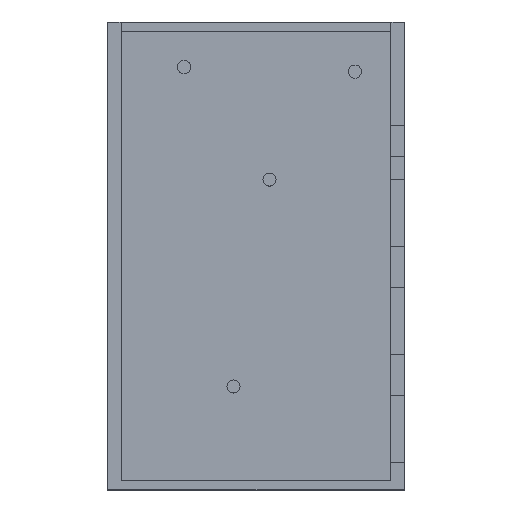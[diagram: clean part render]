
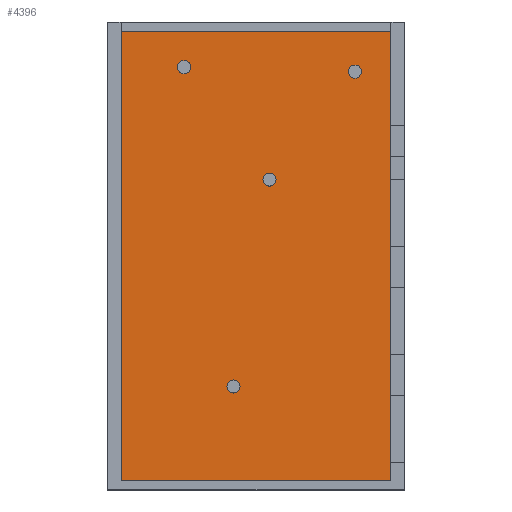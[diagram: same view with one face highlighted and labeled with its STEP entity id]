
A CAD part, top view. The second image highlights one B-rep face of the part: STEP entity #4396.
In plain terms, the highlighted planar face has unit normal (0, 0, 1).
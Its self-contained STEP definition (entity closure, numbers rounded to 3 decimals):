
#731 = PLANE('',#732);
#732 = AXIS2_PLACEMENT_3D('',#733,#734,#735);
#733 = CARTESIAN_POINT('',(3.,2.,2.));
#734 = DIRECTION('',(0.,1.,0.));
#735 = DIRECTION('',(0.,0.,1.));
#1158 = PLANE('',#1159);
#1159 = AXIS2_PLACEMENT_3D('',#1160,#1161,#1162);
#1160 = CARTESIAN_POINT('',(3.,2.,2.));
#1161 = DIRECTION('',(1.,0.,0.));
#1162 = DIRECTION('',(0.,0.,1.));
#2204 = EDGE_CURVE('',#2205,#2207,#2209,.T.);
#2205 = VERTEX_POINT('',#2206);
#2206 = CARTESIAN_POINT('',(3.,2.,2.));
#2207 = VERTEX_POINT('',#2208);
#2208 = CARTESIAN_POINT('',(63.,2.,2.));
#2209 = SURFACE_CURVE('',#2210,(#2214,#2221),.PCURVE_S1.);
#2210 = LINE('',#2211,#2212);
#2211 = CARTESIAN_POINT('',(3.,2.,2.));
#2212 = VECTOR('',#2213,1.);
#2213 = DIRECTION('',(1.,0.,0.));
#2214 = PCURVE('',#731,#2215);
#2215 = DEFINITIONAL_REPRESENTATION('',(#2216),#2220);
#2216 = LINE('',#2217,#2218);
#2217 = CARTESIAN_POINT('',(0.,0.));
#2218 = VECTOR('',#2219,1.);
#2219 = DIRECTION('',(0.,1.));
#2220 = ( GEOMETRIC_REPRESENTATION_CONTEXT(2) 
PARAMETRIC_REPRESENTATION_CONTEXT() REPRESENTATION_CONTEXT('2D SPACE',''
  ) );
#2221 = PCURVE('',#2222,#2227);
#2222 = PLANE('',#2223);
#2223 = AXIS2_PLACEMENT_3D('',#2224,#2225,#2226);
#2224 = CARTESIAN_POINT('',(3.,2.,2.));
#2225 = DIRECTION('',(0.,0.,1.));
#2226 = DIRECTION('',(1.,0.,0.));
#2227 = DEFINITIONAL_REPRESENTATION('',(#2228),#2232);
#2228 = LINE('',#2229,#2230);
#2229 = CARTESIAN_POINT('',(0.,0.));
#2230 = VECTOR('',#2231,1.);
#2231 = DIRECTION('',(1.,0.));
#2232 = ( GEOMETRIC_REPRESENTATION_CONTEXT(2) 
PARAMETRIC_REPRESENTATION_CONTEXT() REPRESENTATION_CONTEXT('2D SPACE',''
  ) );
#2350 = PLANE('',#2351);
#2351 = AXIS2_PLACEMENT_3D('',#2352,#2353,#2354);
#2352 = CARTESIAN_POINT('',(63.,2.,2.));
#2353 = DIRECTION('',(1.,0.,0.));
#2354 = DIRECTION('',(0.,0.,1.));
#2917 = PLANE('',#2918);
#2918 = AXIS2_PLACEMENT_3D('',#2919,#2920,#2921);
#2919 = CARTESIAN_POINT('',(3.,102.,2.));
#2920 = DIRECTION('',(0.,1.,0.));
#2921 = DIRECTION('',(0.,0.,1.));
#3082 = EDGE_CURVE('',#2205,#3083,#3085,.T.);
#3083 = VERTEX_POINT('',#3084);
#3084 = CARTESIAN_POINT('',(3.,102.,2.));
#3085 = SURFACE_CURVE('',#3086,(#3090,#3097),.PCURVE_S1.);
#3086 = LINE('',#3087,#3088);
#3087 = CARTESIAN_POINT('',(3.,2.,2.));
#3088 = VECTOR('',#3089,1.);
#3089 = DIRECTION('',(0.,1.,0.));
#3090 = PCURVE('',#1158,#3091);
#3091 = DEFINITIONAL_REPRESENTATION('',(#3092),#3096);
#3092 = LINE('',#3093,#3094);
#3093 = CARTESIAN_POINT('',(0.,0.));
#3094 = VECTOR('',#3095,1.);
#3095 = DIRECTION('',(0.,-1.));
#3096 = ( GEOMETRIC_REPRESENTATION_CONTEXT(2) 
PARAMETRIC_REPRESENTATION_CONTEXT() REPRESENTATION_CONTEXT('2D SPACE',''
  ) );
#3097 = PCURVE('',#2222,#3098);
#3098 = DEFINITIONAL_REPRESENTATION('',(#3099),#3103);
#3099 = LINE('',#3100,#3101);
#3100 = CARTESIAN_POINT('',(0.,0.));
#3101 = VECTOR('',#3102,1.);
#3102 = DIRECTION('',(0.,1.));
#3103 = ( GEOMETRIC_REPRESENTATION_CONTEXT(2) 
PARAMETRIC_REPRESENTATION_CONTEXT() REPRESENTATION_CONTEXT('2D SPACE',''
  ) );
#4396 = ADVANCED_FACE('',(#4397,#4445,#4476,#4507),#2222,.T.);
#4397 = FACE_BOUND('',#4398,.T.);
#4398 = EDGE_LOOP('',(#4399,#4400,#4401,#4424));
#4399 = ORIENTED_EDGE('',*,*,#3082,.F.);
#4400 = ORIENTED_EDGE('',*,*,#2204,.T.);
#4401 = ORIENTED_EDGE('',*,*,#4402,.T.);
#4402 = EDGE_CURVE('',#2207,#4403,#4405,.T.);
#4403 = VERTEX_POINT('',#4404);
#4404 = CARTESIAN_POINT('',(63.,102.,2.));
#4405 = SURFACE_CURVE('',#4406,(#4410,#4417),.PCURVE_S1.);
#4406 = LINE('',#4407,#4408);
#4407 = CARTESIAN_POINT('',(63.,2.,2.));
#4408 = VECTOR('',#4409,1.);
#4409 = DIRECTION('',(0.,1.,0.));
#4410 = PCURVE('',#2222,#4411);
#4411 = DEFINITIONAL_REPRESENTATION('',(#4412),#4416);
#4412 = LINE('',#4413,#4414);
#4413 = CARTESIAN_POINT('',(60.,0.));
#4414 = VECTOR('',#4415,1.);
#4415 = DIRECTION('',(0.,1.));
#4416 = ( GEOMETRIC_REPRESENTATION_CONTEXT(2) 
PARAMETRIC_REPRESENTATION_CONTEXT() REPRESENTATION_CONTEXT('2D SPACE',''
  ) );
#4417 = PCURVE('',#2350,#4418);
#4418 = DEFINITIONAL_REPRESENTATION('',(#4419),#4423);
#4419 = LINE('',#4420,#4421);
#4420 = CARTESIAN_POINT('',(0.,0.));
#4421 = VECTOR('',#4422,1.);
#4422 = DIRECTION('',(0.,-1.));
#4423 = ( GEOMETRIC_REPRESENTATION_CONTEXT(2) 
PARAMETRIC_REPRESENTATION_CONTEXT() REPRESENTATION_CONTEXT('2D SPACE',''
  ) );
#4424 = ORIENTED_EDGE('',*,*,#4425,.F.);
#4425 = EDGE_CURVE('',#3083,#4403,#4426,.T.);
#4426 = SURFACE_CURVE('',#4427,(#4431,#4438),.PCURVE_S1.);
#4427 = LINE('',#4428,#4429);
#4428 = CARTESIAN_POINT('',(3.,102.,2.));
#4429 = VECTOR('',#4430,1.);
#4430 = DIRECTION('',(1.,0.,0.));
#4431 = PCURVE('',#2222,#4432);
#4432 = DEFINITIONAL_REPRESENTATION('',(#4433),#4437);
#4433 = LINE('',#4434,#4435);
#4434 = CARTESIAN_POINT('',(0.,100.));
#4435 = VECTOR('',#4436,1.);
#4436 = DIRECTION('',(1.,0.));
#4437 = ( GEOMETRIC_REPRESENTATION_CONTEXT(2) 
PARAMETRIC_REPRESENTATION_CONTEXT() REPRESENTATION_CONTEXT('2D SPACE',''
  ) );
#4438 = PCURVE('',#2917,#4439);
#4439 = DEFINITIONAL_REPRESENTATION('',(#4440),#4444);
#4440 = LINE('',#4441,#4442);
#4441 = CARTESIAN_POINT('',(0.,0.));
#4442 = VECTOR('',#4443,1.);
#4443 = DIRECTION('',(0.,1.));
#4444 = ( GEOMETRIC_REPRESENTATION_CONTEXT(2) 
PARAMETRIC_REPRESENTATION_CONTEXT() REPRESENTATION_CONTEXT('2D SPACE',''
  ) );
#4445 = FACE_BOUND('',#4446,.T.);
#4446 = EDGE_LOOP('',(#4447));
#4447 = ORIENTED_EDGE('',*,*,#4448,.F.);
#4448 = EDGE_CURVE('',#4449,#4449,#4451,.T.);
#4449 = VERTEX_POINT('',#4450);
#4450 = CARTESIAN_POINT('',(37.45,69.,2.));
#4451 = SURFACE_CURVE('',#4452,(#4457,#4464),.PCURVE_S1.);
#4452 = CIRCLE('',#4453,1.45);
#4453 = AXIS2_PLACEMENT_3D('',#4454,#4455,#4456);
#4454 = CARTESIAN_POINT('',(36.,69.,2.));
#4455 = DIRECTION('',(0.,0.,1.));
#4456 = DIRECTION('',(1.,0.,0.));
#4457 = PCURVE('',#2222,#4458);
#4458 = DEFINITIONAL_REPRESENTATION('',(#4459),#4463);
#4459 = CIRCLE('',#4460,1.45);
#4460 = AXIS2_PLACEMENT_2D('',#4461,#4462);
#4461 = CARTESIAN_POINT('',(33.,67.));
#4462 = DIRECTION('',(1.,0.));
#4463 = ( GEOMETRIC_REPRESENTATION_CONTEXT(2) 
PARAMETRIC_REPRESENTATION_CONTEXT() REPRESENTATION_CONTEXT('2D SPACE',''
  ) );
#4464 = PCURVE('',#4465,#4470);
#4465 = CYLINDRICAL_SURFACE('',#4466,1.45);
#4466 = AXIS2_PLACEMENT_3D('',#4467,#4468,#4469);
#4467 = CARTESIAN_POINT('',(36.,69.,2.));
#4468 = DIRECTION('',(-0.,-0.,-1.));
#4469 = DIRECTION('',(1.,0.,0.));
#4470 = DEFINITIONAL_REPRESENTATION('',(#4471),#4475);
#4471 = LINE('',#4472,#4473);
#4472 = CARTESIAN_POINT('',(-0.,0.));
#4473 = VECTOR('',#4474,1.);
#4474 = DIRECTION('',(-1.,0.));
#4475 = ( GEOMETRIC_REPRESENTATION_CONTEXT(2) 
PARAMETRIC_REPRESENTATION_CONTEXT() REPRESENTATION_CONTEXT('2D SPACE',''
  ) );
#4476 = FACE_BOUND('',#4477,.T.);
#4477 = EDGE_LOOP('',(#4478));
#4478 = ORIENTED_EDGE('',*,*,#4479,.F.);
#4479 = EDGE_CURVE('',#4480,#4480,#4482,.T.);
#4480 = VERTEX_POINT('',#4481);
#4481 = CARTESIAN_POINT('',(18.45,94.,2.));
#4482 = SURFACE_CURVE('',#4483,(#4488,#4495),.PCURVE_S1.);
#4483 = CIRCLE('',#4484,1.45);
#4484 = AXIS2_PLACEMENT_3D('',#4485,#4486,#4487);
#4485 = CARTESIAN_POINT('',(17.,94.,2.));
#4486 = DIRECTION('',(0.,0.,1.));
#4487 = DIRECTION('',(1.,0.,0.));
#4488 = PCURVE('',#2222,#4489);
#4489 = DEFINITIONAL_REPRESENTATION('',(#4490),#4494);
#4490 = CIRCLE('',#4491,1.45);
#4491 = AXIS2_PLACEMENT_2D('',#4492,#4493);
#4492 = CARTESIAN_POINT('',(14.,92.));
#4493 = DIRECTION('',(1.,0.));
#4494 = ( GEOMETRIC_REPRESENTATION_CONTEXT(2) 
PARAMETRIC_REPRESENTATION_CONTEXT() REPRESENTATION_CONTEXT('2D SPACE',''
  ) );
#4495 = PCURVE('',#4496,#4501);
#4496 = CYLINDRICAL_SURFACE('',#4497,1.45);
#4497 = AXIS2_PLACEMENT_3D('',#4498,#4499,#4500);
#4498 = CARTESIAN_POINT('',(17.,94.,2.));
#4499 = DIRECTION('',(-0.,-0.,-1.));
#4500 = DIRECTION('',(1.,0.,0.));
#4501 = DEFINITIONAL_REPRESENTATION('',(#4502),#4506);
#4502 = LINE('',#4503,#4504);
#4503 = CARTESIAN_POINT('',(-0.,0.));
#4504 = VECTOR('',#4505,1.);
#4505 = DIRECTION('',(-1.,0.));
#4506 = ( GEOMETRIC_REPRESENTATION_CONTEXT(2) 
PARAMETRIC_REPRESENTATION_CONTEXT() REPRESENTATION_CONTEXT('2D SPACE',''
  ) );
#4507 = FACE_BOUND('',#4508,.T.);
#4508 = EDGE_LOOP('',(#4509));
#4509 = ORIENTED_EDGE('',*,*,#4510,.F.);
#4510 = EDGE_CURVE('',#4511,#4511,#4513,.T.);
#4511 = VERTEX_POINT('',#4512);
#4512 = CARTESIAN_POINT('',(56.45,93.,2.));
#4513 = SURFACE_CURVE('',#4514,(#4519,#4526),.PCURVE_S1.);
#4514 = CIRCLE('',#4515,1.45);
#4515 = AXIS2_PLACEMENT_3D('',#4516,#4517,#4518);
#4516 = CARTESIAN_POINT('',(55.,93.,2.));
#4517 = DIRECTION('',(0.,0.,1.));
#4518 = DIRECTION('',(1.,0.,0.));
#4519 = PCURVE('',#2222,#4520);
#4520 = DEFINITIONAL_REPRESENTATION('',(#4521),#4525);
#4521 = CIRCLE('',#4522,1.45);
#4522 = AXIS2_PLACEMENT_2D('',#4523,#4524);
#4523 = CARTESIAN_POINT('',(52.,91.));
#4524 = DIRECTION('',(1.,0.));
#4525 = ( GEOMETRIC_REPRESENTATION_CONTEXT(2) 
PARAMETRIC_REPRESENTATION_CONTEXT() REPRESENTATION_CONTEXT('2D SPACE',''
  ) );
#4526 = PCURVE('',#4527,#4532);
#4527 = CYLINDRICAL_SURFACE('',#4528,1.45);
#4528 = AXIS2_PLACEMENT_3D('',#4529,#4530,#4531);
#4529 = CARTESIAN_POINT('',(55.,93.,2.));
#4530 = DIRECTION('',(-0.,-0.,-1.));
#4531 = DIRECTION('',(1.,0.,0.));
#4532 = DEFINITIONAL_REPRESENTATION('',(#4533),#4537);
#4533 = LINE('',#4534,#4535);
#4534 = CARTESIAN_POINT('',(-0.,0.));
#4535 = VECTOR('',#4536,1.);
#4536 = DIRECTION('',(-1.,0.));
#4537 = ( GEOMETRIC_REPRESENTATION_CONTEXT(2) 
PARAMETRIC_REPRESENTATION_CONTEXT() REPRESENTATION_CONTEXT('2D SPACE',''
  ) );
